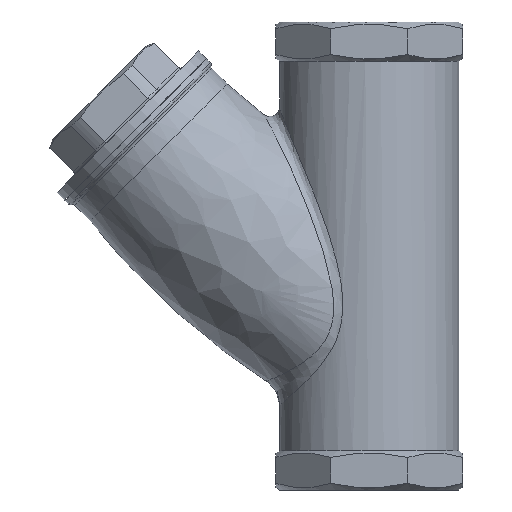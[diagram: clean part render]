
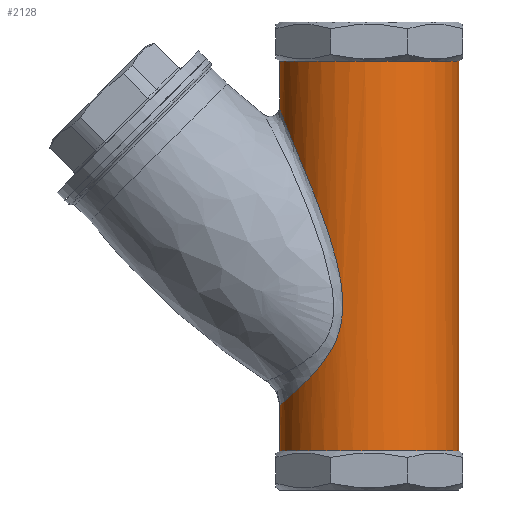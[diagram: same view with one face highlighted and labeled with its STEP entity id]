
A CAD part, front view. The second image highlights one B-rep face of the part: STEP entity #2128.
In plain terms, the highlighted cylindrical face has radius 33.1 mm (diameter 66.2 mm), a full revolution.
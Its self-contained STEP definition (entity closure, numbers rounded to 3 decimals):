
#1954=CARTESIAN_POINT('',(-28.68,16.525,86.584));
#1955=VERTEX_POINT('',#1954);
#2013=CARTESIAN_POINT('',(-28.679,16.525,86.581));
#2014=CARTESIAN_POINT('',(-27.395,18.753,83.945));
#2015=CARTESIAN_POINT('',(-24.618,22.414,78.038));
#2016=CARTESIAN_POINT('',(-18.998,27.506,65.02));
#2017=CARTESIAN_POINT('',(-13.776,30.24,50.849));
#2018=CARTESIAN_POINT('',(-10.463,31.419,37.881));
#2019=CARTESIAN_POINT('',(-9.185,31.805,30.058));
#2020=CARTESIAN_POINT('',(-8.516,31.979,22.072));
#2021=CARTESIAN_POINT('',(-9.227,31.815,14.049));
#2022=CARTESIAN_POINT('',(-11.789,30.963,6.898));
#2023=CARTESIAN_POINT('',(-15.217,29.516,0.666));
#2024=CARTESIAN_POINT('',(-20.293,26.519,-5.441));
#2025=CARTESIAN_POINT('',(-24.101,22.847,-9.013));
#2026=CARTESIAN_POINT('',(-28.17,17.79,-12.581));
#2027=CARTESIAN_POINT('',(-32.101,10.781,-15.607));
#2028=CARTESIAN_POINT('',(-33.86,-1.757,-16.521));
#2029=CARTESIAN_POINT('',(-30.8,-14.124,-13.693));
#2030=CARTESIAN_POINT('',(-24.465,-22.999,-8.138));
#2031=CARTESIAN_POINT('',(-17.597,-28.322,-0.994));
#2032=CARTESIAN_POINT('',(-12.954,-30.529,5.963));
#2033=CARTESIAN_POINT('',(-10.62,-31.356,12.753));
#2034=CARTESIAN_POINT('',(-9.764,-31.629,18.23));
#2035=CARTESIAN_POINT('',(-9.728,-31.638,23.781));
#2036=CARTESIAN_POINT('',(-10.494,-31.4,31.087));
#2037=CARTESIAN_POINT('',(-12.509,-30.698,40.021));
#2038=CARTESIAN_POINT('',(-16.328,-28.935,52.062));
#2039=CARTESIAN_POINT('',(-21.394,-25.625,65.178));
#2040=CARTESIAN_POINT('',(-25.27,-21.602,74.474));
#2041=CARTESIAN_POINT('',(-28.143,-17.522,81.447));
#2042=CARTESIAN_POINT('',(-30.187,-14.089,86.448));
#2043=CARTESIAN_POINT('',(-32.214,-8.396,91.667));
#2044=CARTESIAN_POINT('',(-33.075,-2.856,94.228));
#2045=CARTESIAN_POINT('',(-33.162,1.646,94.921));
#2046=CARTESIAN_POINT('',(-32.633,6.087,94.23));
#2047=CARTESIAN_POINT('',(-31.253,11.451,91.759));
#2048=CARTESIAN_POINT('',(-29.753,14.662,88.785));
#2049=CARTESIAN_POINT('',(-28.679,16.525,86.581));
#2050=B_SPLINE_CURVE_WITH_KNOTS('',3,(#2013,#2014,#2015,#2016,#2017,#2018,#2019,#2020,#2021,#2022,#2023,#2024,#2025,#2026,#2027,#2028,#2029,#2030,#2031,#2032,#2033,#2034,#2035,#2036,#2037,#2038,#2039,#2040,#2041,#2042,#2043,#2044,#2045,#2046,#2047,#2048,#2049),.UNSPECIFIED.,.T.,.U.,(4,1,1,1,1,1,1,1,1,1,1,2,1,1,1,1,1,1,1,1,1,1,1,1,1,2,1,1,1,1,1,1,4),(-33.397,-32.21,-31.023,-28.649,-27.462,-26.868,-26.275,-25.087,-24.494,-23.9,-22.713,-21.526,-19.87,-18.214,-16.558,-14.901,-13.797,-12.693,-12.141,-11.589,-11.037,-10.485,-9.381,-8.277,-6.62,-4.964,-3.971,-2.978,-2.482,-1.986,-1.489,-0.993,0.0),.UNSPECIFIED.);
#2051=EDGE_CURVE('',#1955,#1955,#2050,.T.);
#2098=CARTESIAN_POINT('',(0.,0.0,39.5));
#2099=DIRECTION('',(0.,0.0,1.0));
#2100=DIRECTION('',(1.0,0.0,0.0));
#2101=AXIS2_PLACEMENT_3D('',#2098,#2099,#2100);
#2102=CYLINDRICAL_SURFACE('',#2101,33.1);
#2103=CARTESIAN_POINT('',(-33.1,0.,-32.5));
#2104=VERTEX_POINT('',#2103);
#2105=CARTESIAN_POINT('',(0.,0.0,-32.5));
#2106=DIRECTION('',(0.0,0.0,1.0));
#2107=DIRECTION('',(1.0,0.0,0.0));
#2108=AXIS2_PLACEMENT_3D('',#2105,#2106,#2107);
#2109=CIRCLE('',#2108,33.1);
#2110=EDGE_CURVE('',#2104,#2104,#2109,.T.);
#2111=ORIENTED_EDGE('',*,*,#2110,.T.);
#2112=EDGE_LOOP('',(#2111));
#2113=FACE_OUTER_BOUND('',#2112,.T.);
#2114=CARTESIAN_POINT('',(-30.58,12.667,111.5));
#2115=VERTEX_POINT('',#2114);
#2116=CARTESIAN_POINT('',(0.,0.0,111.5));
#2117=DIRECTION('',(0.0,0.0,-1.0));
#2118=DIRECTION('',(1.0,0.0,0.0));
#2119=AXIS2_PLACEMENT_3D('',#2116,#2117,#2118);
#2120=CIRCLE('',#2119,33.1);
#2121=EDGE_CURVE('',#2115,#2115,#2120,.T.);
#2122=ORIENTED_EDGE('',*,*,#2121,.T.);
#2123=EDGE_LOOP('',(#2122));
#2124=FACE_BOUND('',#2123,.T.);
#2125=ORIENTED_EDGE('',*,*,#2051,.F.);
#2126=EDGE_LOOP('',(#2125));
#2127=FACE_BOUND('',#2126,.T.);
#2128=ADVANCED_FACE('',(#2113,#2124,#2127),#2102,.T.);
